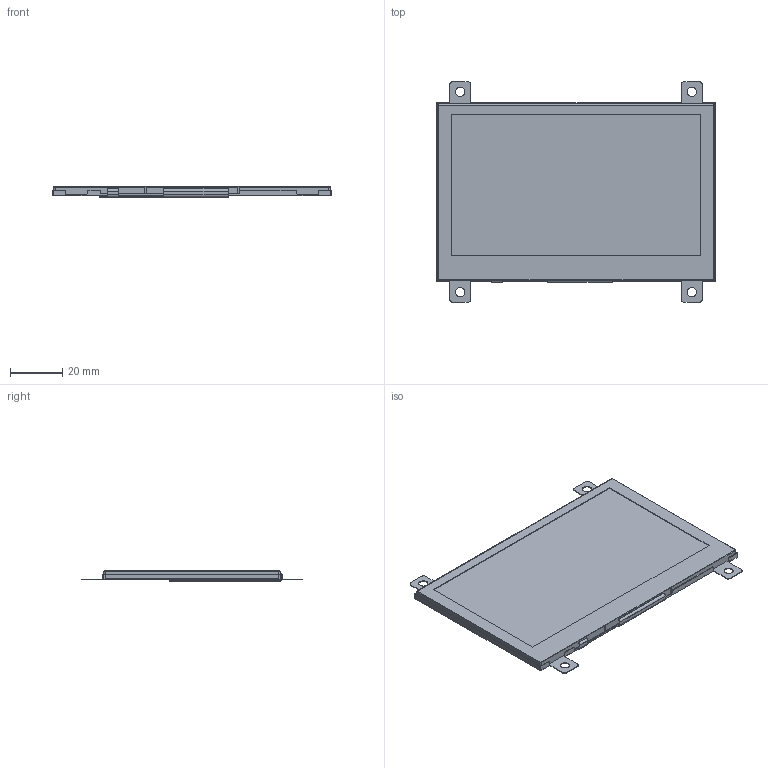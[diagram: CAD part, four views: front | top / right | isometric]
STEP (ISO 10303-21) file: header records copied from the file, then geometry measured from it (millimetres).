
FILE_DESCRIPTION(/* description */ (''),/* implementation_level */ '2;1');
FILE_NAME(/* name */ 'RVT43HLTFWN00_Rev.1.0.stp',/* time_stamp */ '2021-06-08T14:38:47+02:00',/* author */ ('Mateusz Natywa'),/* organization */ (''),/* preprocessor_version */ 'ST-DEVELOPER v17',/* originating_system */ 'Autodesk Inventor 2019',/* authorisation */ '');
FILE_SCHEMA (('CONFIG_CONTROL_DESIGN'));
Length unit declared in the file: millimetre
Products named in the file (7): RVT43HLTFWN00_Rev.1.0; FRAME; FRAME_1; DST; TFT; DISP; FPC
Assembly tree (6 placements, depth 3):
  RVT43HLTFWN00_Rev.1.0
    FRAME
      FRAME_1
      DST
    TFT
      DISP
      FPC
Bounding box: 106.3 x 83.98 x 3.92 mm (x, y, z)
Volume: 23322.5 mm3; surface area: 46659.8 mm2
Topology: 4 solids, 4 shells, 418 faces, 1205 edges, 796 vertices
Faces by surface type: plane 311, cylinder 103, torus 4
Full cylindrical faces by diameter (mm): 3.5 x4
Entity records: 13963 total; most frequent: CARTESIAN_POINT 2464, ORIENTED_EDGE 2410, DIRECTION 2270, EDGE_CURVE 1205, LINE 994, VECTOR 994, VERTEX_POINT 796, AXIS2_PLACEMENT_3D 638
